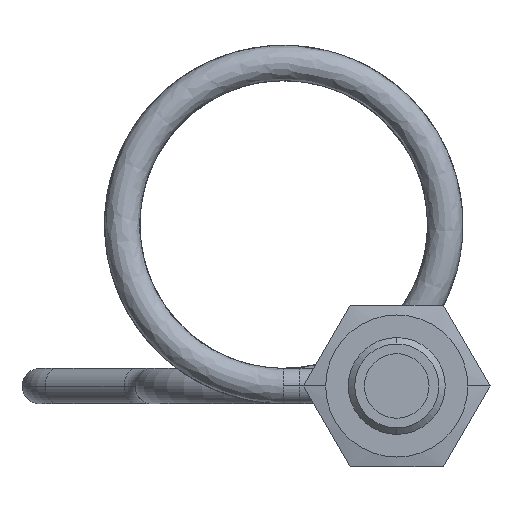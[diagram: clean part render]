
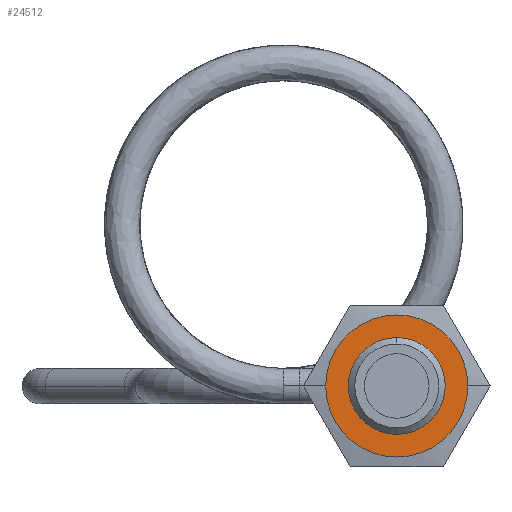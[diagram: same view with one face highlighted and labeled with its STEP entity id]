
A CAD part, left-side view. The second image highlights one B-rep face of the part: STEP entity #24512.
In plain terms, the highlighted planar face has unit normal (-1, 0, 0).
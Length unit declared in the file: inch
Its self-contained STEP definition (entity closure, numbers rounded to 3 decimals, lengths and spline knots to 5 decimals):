
#148 = DIRECTION ( 'NONE',  ( 0., 0., -1. ) ) ;
#366 = FACE_OUTER_BOUND ( 'NONE', #21588, .T. ) ;
#484 = ORIENTED_EDGE ( 'NONE', *, *, #5317, .F. ) ;
#931 = FACE_BOUND ( 'NONE', #8399, .T. ) ;
#2303 = CARTESIAN_POINT ( 'NONE',  ( 0.27559, 0., 0.11811 ) ) ;
#2555 = EDGE_CURVE ( 'NONE', #22726, #21642, #15934, .T. ) ;
#3042 = EDGE_CURVE ( 'NONE', #9486, #18921, #15056, .T. ) ;
#3478 = CARTESIAN_POINT ( 'NONE',  ( 0.27559, 0.17323, 0. ) ) ;
#4318 = CARTESIAN_POINT ( 'NONE',  ( 0.27559, 0., 0. ) ) ;
#5243 = EDGE_CURVE ( 'NONE', #18921, #9486, #10763, .T. ) ;
#5317 = EDGE_CURVE ( 'NONE', #21642, #22726, #10506, .T. ) ;
#5719 = CARTESIAN_POINT ( 'NONE',  ( 0.27559, 0., 0. ) ) ;
#6276 = DIRECTION ( 'NONE',  ( 0., 0., -1. ) ) ;
#6709 = CARTESIAN_POINT ( 'NONE',  ( 0.27559, 0., 0. ) ) ;
#6862 = ORIENTED_EDGE ( 'NONE', *, *, #2555, .F. ) ;
#7679 = DIRECTION ( 'NONE',  ( 0., 1., 0. ) ) ;
#8147 = DIRECTION ( 'NONE',  ( 1., 0., 0. ) ) ;
#8399 = EDGE_LOOP ( 'NONE', ( #23464, #15896 ) ) ;
#8670 = DIRECTION ( 'NONE',  ( 0., 1., 0. ) ) ;
#9486 = VERTEX_POINT ( 'NONE', #17755 ) ;
#10506 = CIRCLE ( 'NONE', #11820, 0.17323 ) ;
#10763 = CIRCLE ( 'NONE', #11884, 0.11811 ) ;
#11820 = AXIS2_PLACEMENT_3D ( 'NONE', #6709, #20129, #8670 ) ;
#11840 = DIRECTION ( 'NONE',  ( -1., 0., 0. ) ) ;
#11884 = AXIS2_PLACEMENT_3D ( 'NONE', #4318, #17839, #6276 ) ;
#14473 = AXIS2_PLACEMENT_3D ( 'NONE', #23203, #11840, #148 ) ;
#14558 = AXIS2_PLACEMENT_3D ( 'NONE', #5719, #19173, #7679 ) ;
#15056 = CIRCLE ( 'NONE', #14473, 0.11811 ) ;
#15859 = PLANE ( 'NONE',  #22285 ) ;
#15896 = ORIENTED_EDGE ( 'NONE', *, *, #3042, .F. ) ;
#15934 = CIRCLE ( 'NONE', #14558, 0.17323 ) ;
#16887 = CARTESIAN_POINT ( 'NONE',  ( 0.27559, -0.17323, 0. ) ) ;
#17755 = CARTESIAN_POINT ( 'NONE',  ( 0.27559, 0., -0.11811 ) ) ;
#17839 = DIRECTION ( 'NONE',  ( -1., 0., 0. ) ) ;
#18921 = VERTEX_POINT ( 'NONE', #2303 ) ;
#19173 = DIRECTION ( 'NONE',  ( 1., 0., 0. ) ) ;
#19543 = CARTESIAN_POINT ( 'NONE',  ( 0.27559, 0.11365, 0.19685 ) ) ;
#20129 = DIRECTION ( 'NONE',  ( 1., 0., 0. ) ) ;
#21531 = DIRECTION ( 'NONE',  ( 0., 1., 0. ) ) ;
#21588 = EDGE_LOOP ( 'NONE', ( #6862, #484 ) ) ;
#21642 = VERTEX_POINT ( 'NONE', #16887 ) ;
#22285 = AXIS2_PLACEMENT_3D ( 'NONE', #19543, #8147, #21531 ) ;
#22726 = VERTEX_POINT ( 'NONE', #3478 ) ;
#23203 = CARTESIAN_POINT ( 'NONE',  ( 0.27559, 0., 0. ) ) ;
#23464 = ORIENTED_EDGE ( 'NONE', *, *, #5243, .F. ) ;
#24512 = ADVANCED_FACE ( 'NONE', ( #931, #366 ), #15859, .F. ) ;
